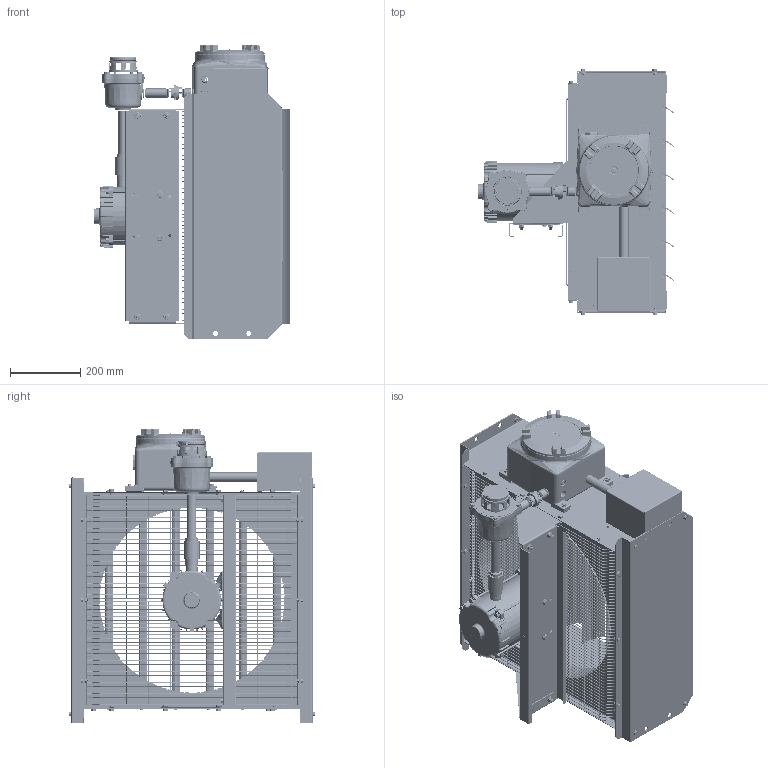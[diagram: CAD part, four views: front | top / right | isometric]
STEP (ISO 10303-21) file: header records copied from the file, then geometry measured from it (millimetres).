
FILE_DESCRIPTION (( 'STEP AP214' ), '1' );
FILE_NAME ('XEU1-20-T1.STEP', '2018-01-18T15:08:34', ( 'jose' ), ( 'Microsoft' ), 'SwSTEP 2.0', 'SolidWorks 2017', '' );
FILE_SCHEMA (( 'AUTOMOTIVE_DESIGN' ));
Length unit declared in the file: inch
Products named in the file (1): XEU1-20-T1
Bounding box: 557.09 x 698.86 x 835.2 mm (x, y, z)
Surface area: 4562235.4 mm2 (no closed solid volume)
Topology: 0 solids, 578 shells, 4049 faces, 14670 edges, 10589 vertices
Faces by surface type: cylinder 1331, plane 1295, torus 582, cone 576, bspline 238, sphere 27
Entity records: 232980 total; most frequent: CARTESIAN_POINT 61888, DIRECTION 24929, ORIENTED_EDGE 21355, EDGE_CURVE 14650, VERTEX_POINT 10587, AXIS2_PLACEMENT_3D 9824, CIRCLE 6012, LINE 5281
